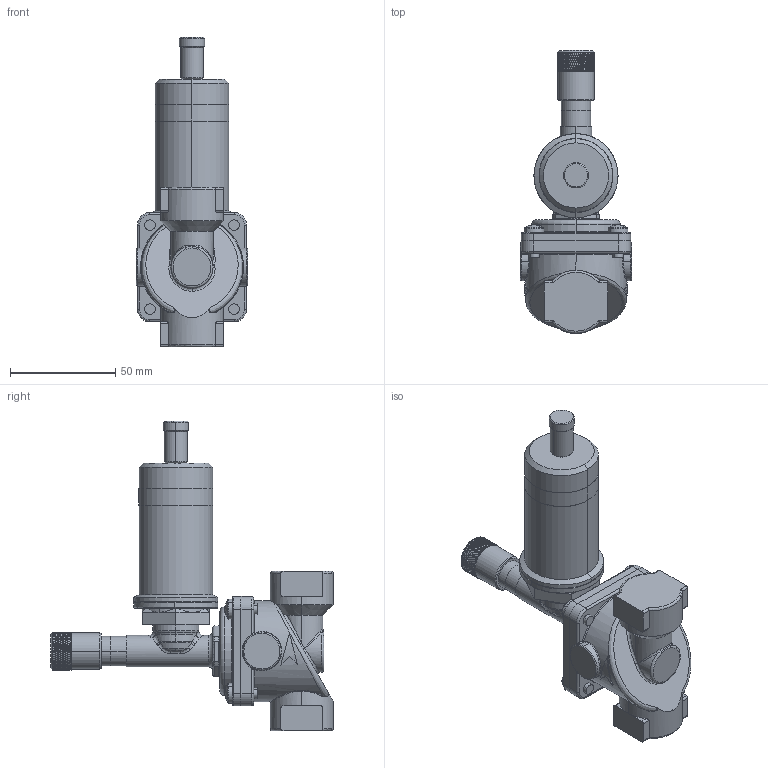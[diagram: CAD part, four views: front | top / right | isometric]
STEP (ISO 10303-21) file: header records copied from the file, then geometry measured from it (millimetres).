
FILE_DESCRIPTION (( 'STEP AP203' ), '1' );
FILE_NAME ('006.0150.000.STEP', '2023-03-14T09:54:49', ( '' ), ( '' ), 'SwSTEP 2.0', 'SolidWorks 2021', '' );
FILE_SCHEMA (( 'CONFIG_CONTROL_DESIGN' ));
Length unit declared in the file: millimetre
Products named in the file (1): 006.0150.000
Bounding box: 53 x 134.6 x 147.5 mm (x, y, z)
Volume: 207313.3 mm3; surface area: 33413.2 mm2
Topology: 1 solids, 1 shells, 2637 faces, 7641 edges, 5013 vertices
Faces by surface type: plane 1775, cylinder 670, cone 59, torus 58, bspline 55, sphere 20
Entity records: 89084 total; most frequent: CARTESIAN_POINT 26963, ORIENTED_EDGE 15258, DIRECTION 10653, EDGE_CURVE 7629, VERTEX_POINT 5013, LINE 3971, VECTOR 3971, AXIS2_PLACEMENT_3D 3341
